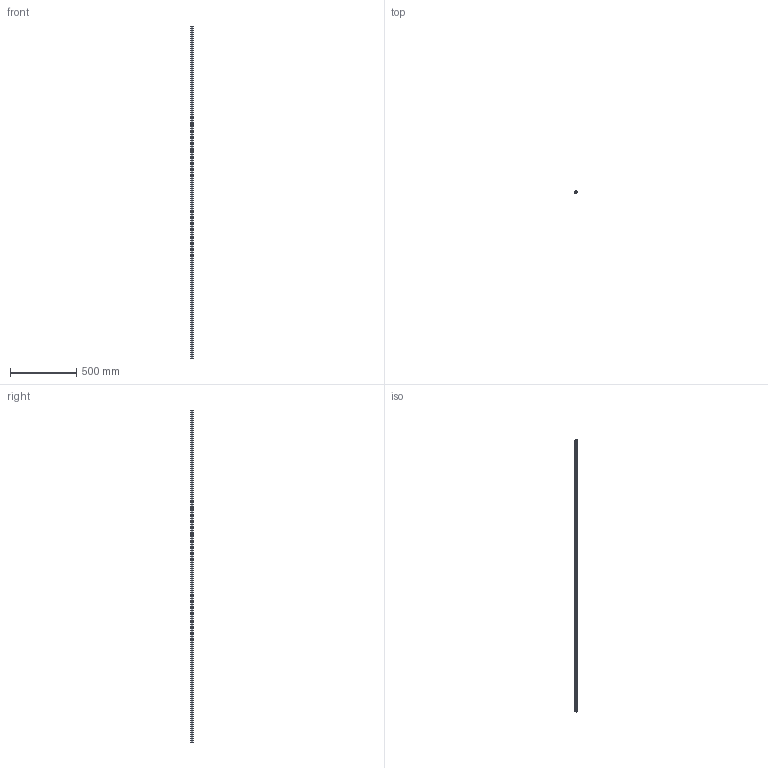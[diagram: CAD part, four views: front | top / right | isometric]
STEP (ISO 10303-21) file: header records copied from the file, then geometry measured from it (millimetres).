
FILE_DESCRIPTION (( 'STEP AP203' ), '1' );
FILE_NAME ('sone3D.STEP', '2013-12-02T02:05:44', ( '' ), ( '' ), 'SwSTEP 2.0', 'SolidWorks 2012', '' );
FILE_SCHEMA (( 'CONFIG_CONTROL_DESIGN' ));
Length unit declared in the file: millimetre
Products named in the file (1): sone3D
Bounding box: 17 x 18.5 x 2500 mm (x, y, z)
Volume: 194574.4 mm3; surface area: 429674 mm2
Topology: 1 solids, 1 shells, 59 faces, 171 edges, 114 vertices
Faces by surface type: plane 38, cylinder 21
Entity records: 2032 total; most frequent: CARTESIAN_POINT 345, ORIENTED_EDGE 342, DIRECTION 333, EDGE_CURVE 171, LINE 129, VECTOR 129, VERTEX_POINT 114, AXIS2_PLACEMENT_3D 102
